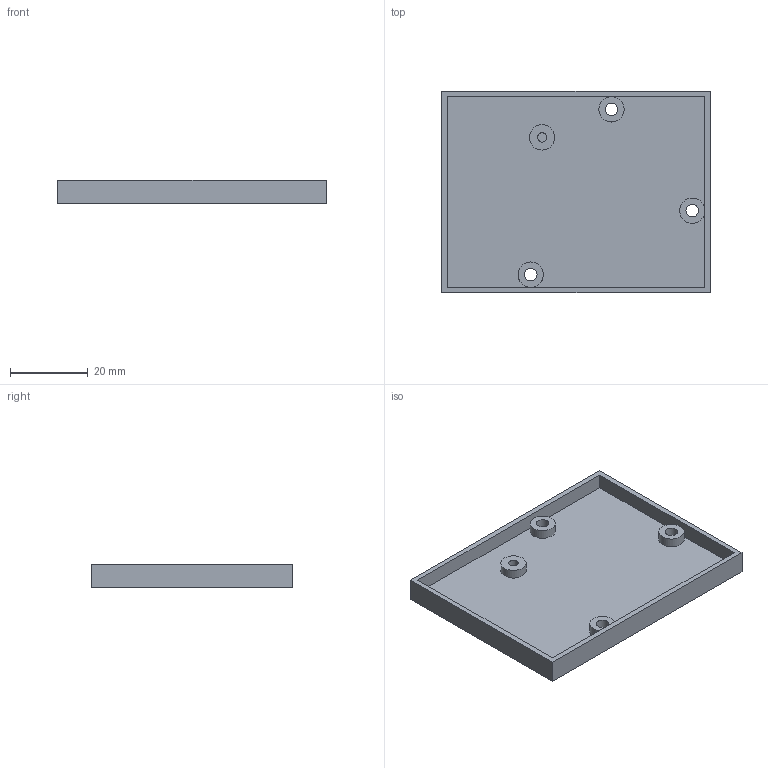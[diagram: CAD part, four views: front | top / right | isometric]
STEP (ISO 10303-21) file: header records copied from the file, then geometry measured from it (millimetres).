
FILE_DESCRIPTION(('FreeCAD Model'),'2;1');
FILE_NAME('Open CASCADE Shape Model','2024-10-16T20:31:10',(''),(''), 'Open CASCADE STEP processor 7.6','FreeCAD','Unknown');
FILE_SCHEMA(('AUTOMOTIVE_DESIGN { 1 0 10303 214 1 1 1 1 }'));
Length unit declared in the file: millimetre
Products named in the file (1): Body
Bounding box: 68.8 x 51.6 x 6 mm (x, y, z)
Volume: 8527.3 mm3; surface area: 9795.1 mm2
Topology: 1 solids, 1 shells, 34 faces, 80 edges, 56 vertices
Faces by surface type: plane 21, cylinder 13
Full cylindrical faces by diameter (mm): 2.4 x1, 3.2 x3, 5.5 x3, 6.5 x1
Entity records: 2089 total; most frequent: CARTESIAN_POINT 373, DIRECTION 329, LINE 188, VECTOR 188, ORIENTED_EDGE 160, PCURVE 160, DEFINITIONAL_REPRESENTATION 160, EDGE_CURVE 80
